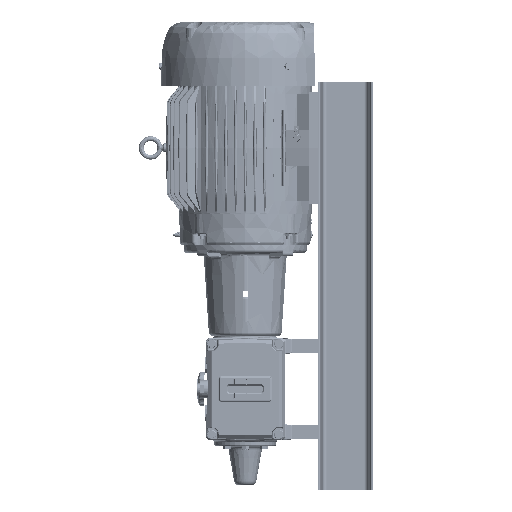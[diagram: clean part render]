
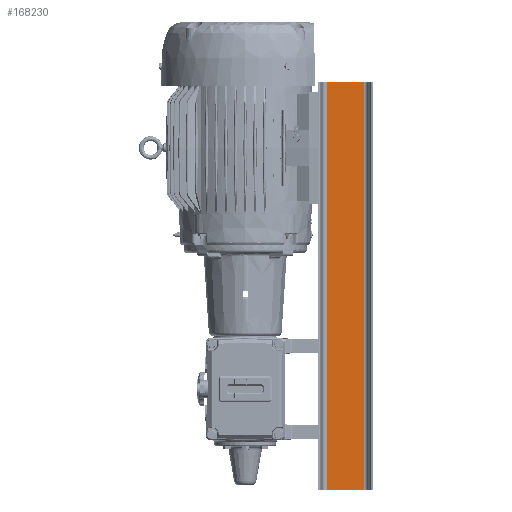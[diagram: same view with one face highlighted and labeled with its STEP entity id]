
A CAD part, left-side view. The second image highlights one B-rep face of the part: STEP entity #168230.
In plain terms, the highlighted planar face has unit normal (-1, 0, 0).
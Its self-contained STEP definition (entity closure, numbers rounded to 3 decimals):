
#6230 = DIRECTION ( 'NONE',  ( 0., 0., 1. ) ) ;
#8993 = LINE ( 'NONE', #200334, #219215 ) ;
#20978 = VERTEX_POINT ( 'NONE', #228164 ) ;
#39399 = VERTEX_POINT ( 'NONE', #95924 ) ;
#47476 = PLANE ( 'NONE',  #88095 ) ;
#55530 = FACE_OUTER_BOUND ( 'NONE', #102216, .T. ) ;
#71345 = CARTESIAN_POINT ( 'NONE',  ( -8.184, -0.65, 0. ) ) ;
#72693 = CARTESIAN_POINT ( 'NONE',  ( -8.184, -0.65, 0. ) ) ;
#85042 = DIRECTION ( 'NONE',  ( 1., 0., 0. ) ) ;
#87499 = LINE ( 'NONE', #114779, #192589 ) ;
#88095 = AXIS2_PLACEMENT_3D ( 'NONE', #160821, #85042, #178839 ) ;
#88603 = DIRECTION ( 'NONE',  ( 0., 0., 1. ) ) ;
#95924 = CARTESIAN_POINT ( 'NONE',  ( -8.184, -3.35, 0. ) ) ;
#96745 = LINE ( 'NONE', #190668, #125993 ) ;
#102216 = EDGE_LOOP ( 'NONE', ( #224841, #205974, #141312, #130655 ) ) ;
#104442 = VERTEX_POINT ( 'NONE', #140137 ) ;
#105849 = EDGE_CURVE ( 'NONE', #104442, #39399, #87499, .T. ) ;
#106449 = DIRECTION ( 'NONE',  ( 0., -1., 0. ) ) ;
#114779 = CARTESIAN_POINT ( 'NONE',  ( -8.184, -3.35, -29.5 ) ) ;
#119062 = VECTOR ( 'NONE', #106449, 39.37 ) ;
#125993 = VECTOR ( 'NONE', #228168, 39.37 ) ;
#130655 = ORIENTED_EDGE ( 'NONE', *, *, #105849, .T. ) ;
#140137 = CARTESIAN_POINT ( 'NONE',  ( -8.184, -3.35, -29.5 ) ) ;
#141312 = ORIENTED_EDGE ( 'NONE', *, *, #166912, .F. ) ;
#154868 = VERTEX_POINT ( 'NONE', #72693 ) ;
#156947 = LINE ( 'NONE', #71345, #119062 ) ;
#160821 = CARTESIAN_POINT ( 'NONE',  ( -8.184, -0.65, -29.5 ) ) ;
#166912 = EDGE_CURVE ( 'NONE', #104442, #20978, #96745, .T. ) ;
#168230 = ADVANCED_FACE ( 'NONE', ( #55530 ), #47476, .F. ) ;
#178839 = DIRECTION ( 'NONE',  ( 0., 1., 0. ) ) ;
#190668 = CARTESIAN_POINT ( 'NONE',  ( -8.184, -0.65, -29.5 ) ) ;
#192589 = VECTOR ( 'NONE', #6230, 39.37 ) ;
#200334 = CARTESIAN_POINT ( 'NONE',  ( -8.184, -0.65, -29.5 ) ) ;
#205810 = EDGE_CURVE ( 'NONE', #154868, #39399, #156947, .T. ) ;
#205974 = ORIENTED_EDGE ( 'NONE', *, *, #237803, .F. ) ;
#219215 = VECTOR ( 'NONE', #88603, 39.37 ) ;
#224841 = ORIENTED_EDGE ( 'NONE', *, *, #205810, .F. ) ;
#228164 = CARTESIAN_POINT ( 'NONE',  ( -8.184, -0.65, -29.5 ) ) ;
#228168 = DIRECTION ( 'NONE',  ( 0., 1., 0. ) ) ;
#237803 = EDGE_CURVE ( 'NONE', #20978, #154868, #8993, .T. ) ;
